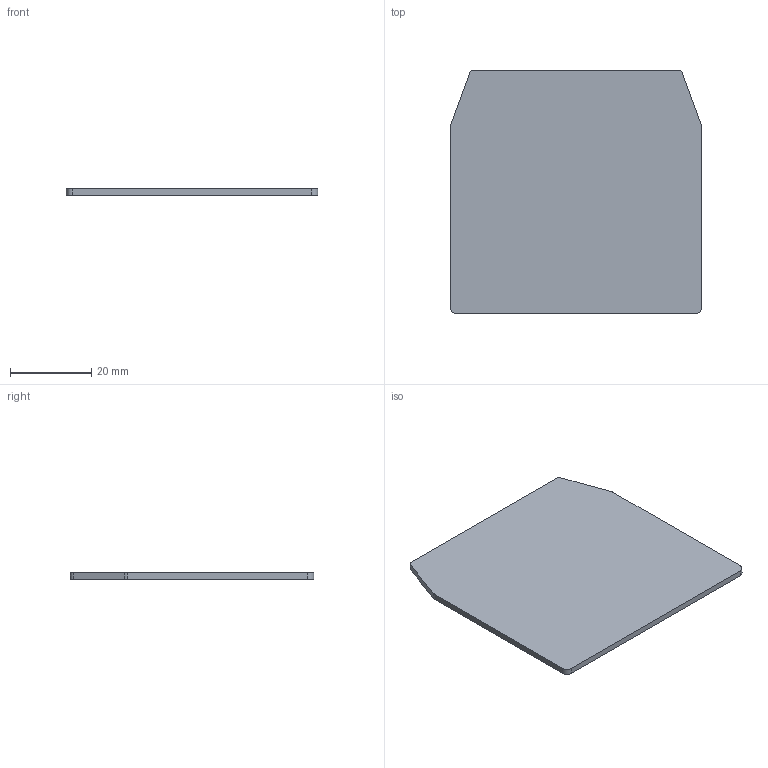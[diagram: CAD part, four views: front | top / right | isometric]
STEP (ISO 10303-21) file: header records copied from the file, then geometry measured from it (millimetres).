
FILE_DESCRIPTION((''),'2;1');
FILE_NAME('ASM0001_ASM','2022-07-14T12:34:44',('klemen.sitar'),('Audax d.o.o.'),'CREO PARAMETRIC BY PTC INC, 2021304','CREO PARAMETRIC BY PTC INC, 2021304','');
FILE_SCHEMA(('AP242_MANAGED_MODEL_BASED_3D_ENGINEERING_MIM_LF { 1 0 10303 442 1 1 4 }'));
Length unit declared in the file: millimetre
Products named in the file (2): CBD_70-PT; ASM0001_ASM
Assembly tree (1 placements, depth 2):
  ASM0001_ASM
    CBD_70-PT
Bounding box: 62 x 60 x 1.5 mm (x, y, z)
Volume: 5475.2 mm3; surface area: 7651.5 mm2
Topology: 1 solids, 1 shells, 14 faces, 36 edges, 24 vertices
Faces by surface type: plane 8, cylinder 6
Entity records: 932 total; most frequent: COLOUR_RGB 128, DIRECTION 84, CARTESIAN_POINT 82, ORIENTED_EDGE 72, PRESENTATION_STYLE_ASSIGNMENT 52, STYLED_ITEM 52, CURVE_STYLE 37, EDGE_CURVE 36
